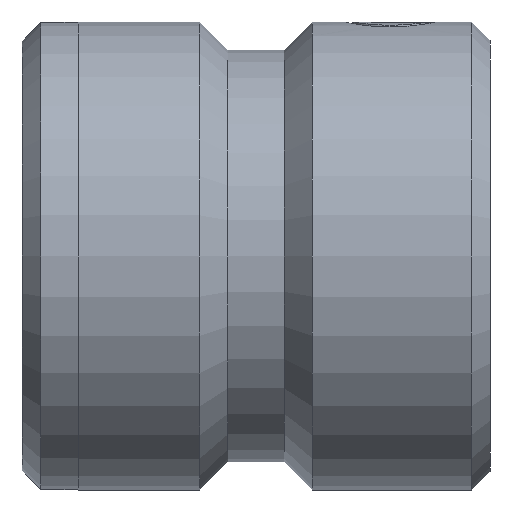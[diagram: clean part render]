
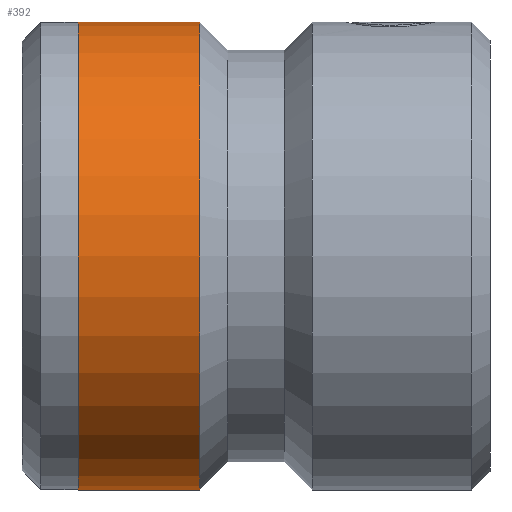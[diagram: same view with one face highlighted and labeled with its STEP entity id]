
A CAD part, left-side view. The second image highlights one B-rep face of the part: STEP entity #392.
In plain terms, the highlighted cylindrical face has radius 12.5 mm (diameter 25 mm), a partial arc.
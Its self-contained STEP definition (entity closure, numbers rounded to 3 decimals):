
#27 = VECTOR ( 'NONE', #198, 1000. ) ;
#77 = ORIENTED_EDGE ( 'NONE', *, *, #1029, .T. ) ;
#117 = AXIS2_PLACEMENT_3D ( 'NONE', #863, #166, #984 ) ;
#130 = CARTESIAN_POINT ( 'NONE',  ( 0., 15.5, -12.5 ) ) ;
#166 = DIRECTION ( 'NONE',  ( 0., -1., 0. ) ) ;
#198 = DIRECTION ( 'NONE',  ( 0., -1., 0. ) ) ;
#203 = VERTEX_POINT ( 'NONE', #474 ) ;
#256 = DIRECTION ( 'NONE',  ( 0., 0., -1. ) ) ;
#308 = CARTESIAN_POINT ( 'NONE',  ( 0., 0., 12.5 ) ) ;
#376 = CARTESIAN_POINT ( 'NONE',  ( 0., 0., -12.5 ) ) ;
#381 = DIRECTION ( 'NONE',  ( 0., -1., 0. ) ) ;
#392 = ADVANCED_FACE ( 'NONE', ( #841 ), #539, .T. ) ;
#439 = CIRCLE ( 'NONE', #557, 12.5 ) ;
#474 = CARTESIAN_POINT ( 'NONE',  ( 0., 22., -12.5 ) ) ;
#484 = CARTESIAN_POINT ( 'NONE',  ( 0., 15.5, 12.5 ) ) ;
#539 = CYLINDRICAL_SURFACE ( 'NONE', #1535, 12.5 ) ;
#557 = AXIS2_PLACEMENT_3D ( 'NONE', #1301, #584, #1424 ) ;
#558 = ORIENTED_EDGE ( 'NONE', *, *, #883, .F. ) ;
#566 = ORIENTED_EDGE ( 'NONE', *, *, #1284, .T. ) ;
#584 = DIRECTION ( 'NONE',  ( 0., -1., 0. ) ) ;
#610 = LINE ( 'NONE', #308, #27 ) ;
#736 = VECTOR ( 'NONE', #908, 1000. ) ;
#746 = ORIENTED_EDGE ( 'NONE', *, *, #1523, .F. ) ;
#841 = FACE_OUTER_BOUND ( 'NONE', #1536, .T. ) ;
#863 = CARTESIAN_POINT ( 'NONE',  ( 0., 15.5, 0. ) ) ;
#883 = EDGE_CURVE ( 'NONE', #1079, #1411, #610, .T. ) ;
#908 = DIRECTION ( 'NONE',  ( 0., -1., 0. ) ) ;
#971 = CARTESIAN_POINT ( 'NONE',  ( 0., 0., 0. ) ) ;
#984 = DIRECTION ( 'NONE',  ( 0., 0., -1. ) ) ;
#1029 = EDGE_CURVE ( 'NONE', #1079, #203, #439, .T. ) ;
#1079 = VERTEX_POINT ( 'NONE', #1307 ) ;
#1130 = LINE ( 'NONE', #376, #736 ) ;
#1252 = VERTEX_POINT ( 'NONE', #130 ) ;
#1284 = EDGE_CURVE ( 'NONE', #203, #1252, #1130, .T. ) ;
#1301 = CARTESIAN_POINT ( 'NONE',  ( 0., 22., 0. ) ) ;
#1307 = CARTESIAN_POINT ( 'NONE',  ( 0., 22., 12.5 ) ) ;
#1411 = VERTEX_POINT ( 'NONE', #484 ) ;
#1424 = DIRECTION ( 'NONE',  ( 0., 0., -1. ) ) ;
#1426 = CIRCLE ( 'NONE', #117, 12.5 ) ;
#1523 = EDGE_CURVE ( 'NONE', #1411, #1252, #1426, .T. ) ;
#1535 = AXIS2_PLACEMENT_3D ( 'NONE', #971, #381, #256 ) ;
#1536 = EDGE_LOOP ( 'NONE', ( #558, #77, #566, #746 ) ) ;
